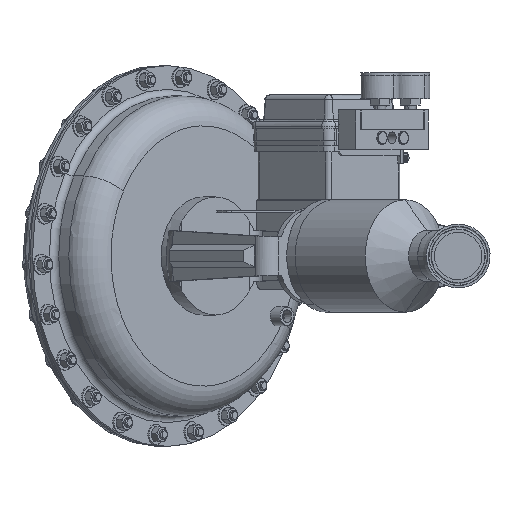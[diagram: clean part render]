
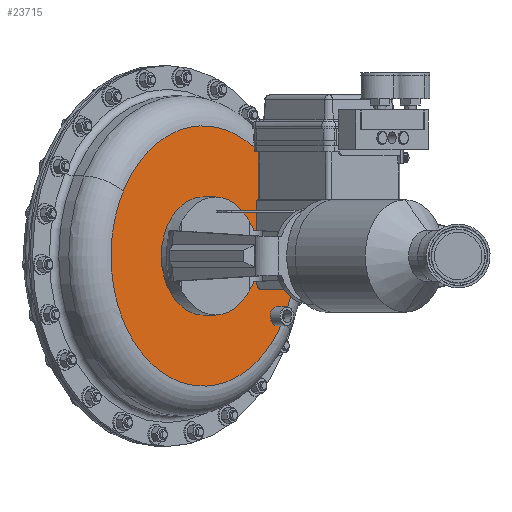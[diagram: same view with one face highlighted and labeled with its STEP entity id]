
A CAD part, left-side view. The second image highlights one B-rep face of the part: STEP entity #23715.
In plain terms, the highlighted planar face has unit normal (-0.707, -0.707, 0).
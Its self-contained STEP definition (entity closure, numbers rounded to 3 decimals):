
#423 = CIRCLE ( 'NONE', #32351, 0.375 ) ;
#1412 = DIRECTION ( 'NONE',  ( -0.707, -0.707, 0. ) ) ;
#1609 = ORIENTED_EDGE ( 'NONE', *, *, #47233, .F. ) ;
#2873 = DIRECTION ( 'NONE',  ( 0.707, 0.707, 0. ) ) ;
#3965 = CARTESIAN_POINT ( 'NONE',  ( 14.206, 7.139, -2.375 ) ) ;
#4155 = VERTEX_POINT ( 'NONE', #19052 ) ;
#5149 = CIRCLE ( 'NONE', #33273, 0.375 ) ;
#7337 = CARTESIAN_POINT ( 'NONE',  ( 11.297, 10.047, 0. ) ) ;
#8377 = VERTEX_POINT ( 'NONE', #12691 ) ;
#9284 = CARTESIAN_POINT ( 'NONE',  ( 8.159, 13.186, 2.563 ) ) ;
#12353 = DIRECTION ( 'NONE',  ( 0.612, -0.612, -0.5 ) ) ;
#12691 = CARTESIAN_POINT ( 'NONE',  ( 14.221, 7.124, -2.749 ) ) ;
#12876 = CIRCLE ( 'NONE', #47619, 2.325 ) ;
#13343 = AXIS2_PLACEMENT_3D ( 'NONE', #28984, #1412, #20912 ) ;
#15827 = EDGE_LOOP ( 'NONE', ( #37079, #48410, #20047, #20009, #30467 ) ) ;
#16263 = EDGE_CURVE ( 'NONE', #8377, #4155, #5149, .T. ) ;
#18795 = VERTEX_POINT ( 'NONE', #45025 ) ;
#19052 = CARTESIAN_POINT ( 'NONE',  ( 14.191, 7.153, -2.001 ) ) ;
#20007 = DIRECTION ( 'NONE',  ( 0.039, -0.039, -0.998 ) ) ;
#20009 = ORIENTED_EDGE ( 'NONE', *, *, #22971, .T. ) ;
#20047 = ORIENTED_EDGE ( 'NONE', *, *, #16263, .T. ) ;
#20319 = CARTESIAN_POINT ( 'NONE',  ( 14.436, 6.909, -2.563 ) ) ;
#20383 = DIRECTION ( 'NONE',  ( 0.707, 0.707, 0. ) ) ;
#20912 = DIRECTION ( 'NONE',  ( 0.707, -0.707, 0. ) ) ;
#20927 = DIRECTION ( 'NONE',  ( 0.039, -0.039, -0.998 ) ) ;
#22118 = VERTEX_POINT ( 'NONE', #20319 ) ;
#22310 = DIRECTION ( 'NONE',  ( 0.612, -0.612, -0.5 ) ) ;
#22760 = VERTEX_POINT ( 'NONE', #40887 ) ;
#22836 = DIRECTION ( 'NONE',  ( 0.039, -0.039, -0.998 ) ) ;
#22971 = EDGE_CURVE ( 'NONE', #4155, #22118, #34048, .T. ) ;
#23715 = ADVANCED_FACE ( 'NONE', ( #24603, #57711 ), #53697, .T. ) ;
#24603 = FACE_BOUND ( 'NONE', #31853, .T. ) ;
#25354 = DIRECTION ( 'NONE',  ( -0.707, -0.707, 0. ) ) ;
#25537 = CARTESIAN_POINT ( 'NONE',  ( 11.297, 10.047, 0. ) ) ;
#27061 = DIRECTION ( 'NONE',  ( 0.707, 0.707, 0. ) ) ;
#27159 = EDGE_CURVE ( 'NONE', #18795, #22760, #12876, .T. ) ;
#28984 = CARTESIAN_POINT ( 'NONE',  ( 11.297, 10.047, 0. ) ) ;
#29026 = CARTESIAN_POINT ( 'NONE',  ( 14.206, 7.139, -2.375 ) ) ;
#30467 = ORIENTED_EDGE ( 'NONE', *, *, #36493, .F. ) ;
#30593 = DIRECTION ( 'NONE',  ( 0.707, -0.707, 0. ) ) ;
#30636 = EDGE_CURVE ( 'NONE', #22118, #40761, #38469, .T. ) ;
#31774 = DIRECTION ( 'NONE',  ( 0.707, 0.707, 0. ) ) ;
#31853 = EDGE_LOOP ( 'NONE', ( #41987, #1609 ) ) ;
#32351 = AXIS2_PLACEMENT_3D ( 'NONE', #3965, #27061, #22836 ) ;
#32571 = AXIS2_PLACEMENT_3D ( 'NONE', #39242, #53250, #20927 ) ;
#33006 = AXIS2_PLACEMENT_3D ( 'NONE', #58536, #58142, #35270 ) ;
#33273 = AXIS2_PLACEMENT_3D ( 'NONE', #29026, #20383, #20007 ) ;
#34048 = CIRCLE ( 'NONE', #32571, 0.375 ) ;
#35270 = DIRECTION ( 'NONE',  ( -0.612, 0.612, 0.5 ) ) ;
#36493 = EDGE_CURVE ( 'NONE', #40761, #22118, #40379, .T. ) ;
#37079 = ORIENTED_EDGE ( 'NONE', *, *, #30636, .F. ) ;
#38469 = CIRCLE ( 'NONE', #55342, 5.125 ) ;
#39242 = CARTESIAN_POINT ( 'NONE',  ( 14.206, 7.139, -2.375 ) ) ;
#40379 = CIRCLE ( 'NONE', #47165, 5.125 ) ;
#40761 = VERTEX_POINT ( 'NONE', #9284 ) ;
#40887 = CARTESIAN_POINT ( 'NONE',  ( 11.297, 10.047, 2.325 ) ) ;
#41987 = ORIENTED_EDGE ( 'NONE', *, *, #27159, .F. ) ;
#45025 = CARTESIAN_POINT ( 'NONE',  ( 11.297, 10.047, -2.325 ) ) ;
#47165 = AXIS2_PLACEMENT_3D ( 'NONE', #49874, #31774, #22310 ) ;
#47233 = EDGE_CURVE ( 'NONE', #22760, #18795, #59316, .T. ) ;
#47619 = AXIS2_PLACEMENT_3D ( 'NONE', #25537, #25354, #30593 ) ;
#48410 = ORIENTED_EDGE ( 'NONE', *, *, #50190, .T. ) ;
#49874 = CARTESIAN_POINT ( 'NONE',  ( 11.297, 10.047, 0. ) ) ;
#50190 = EDGE_CURVE ( 'NONE', #22118, #8377, #423, .T. ) ;
#53250 = DIRECTION ( 'NONE',  ( 0.707, 0.707, 0. ) ) ;
#53697 = PLANE ( 'NONE',  #33006 ) ;
#55342 = AXIS2_PLACEMENT_3D ( 'NONE', #7337, #2873, #12353 ) ;
#57711 = FACE_OUTER_BOUND ( 'NONE', #15827, .T. ) ;
#58142 = DIRECTION ( 'NONE',  ( -0.707, -0.707, 0. ) ) ;
#58536 = CARTESIAN_POINT ( 'NONE',  ( 9.485, 11.859, -4.438 ) ) ;
#59316 = CIRCLE ( 'NONE', #13343, 2.325 ) ;
